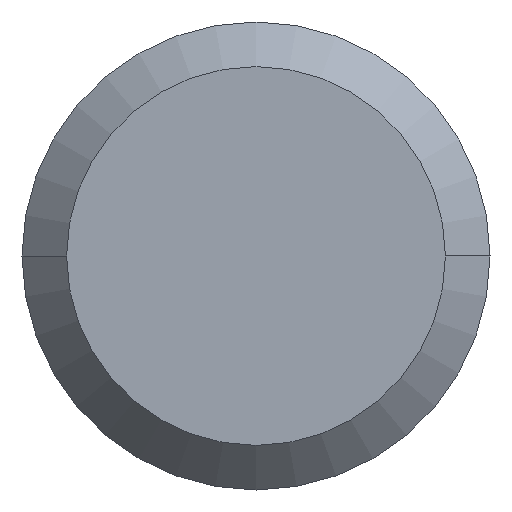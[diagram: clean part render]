
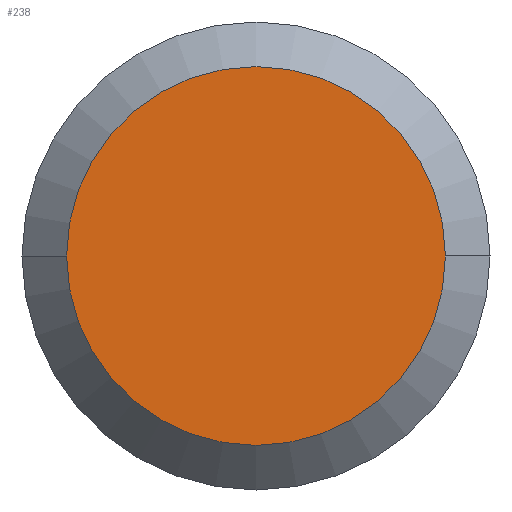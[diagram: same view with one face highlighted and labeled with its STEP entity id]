
A CAD part, left-side view. The second image highlights one B-rep face of the part: STEP entity #238.
In plain terms, the highlighted planar face has unit normal (-1, 0, 0).
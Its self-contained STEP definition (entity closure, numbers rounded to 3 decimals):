
#10 = VERTEX_POINT ( 'NONE', #354 ) ;
#30 = VERTEX_POINT ( 'NONE', #288 ) ;
#37 = CARTESIAN_POINT ( 'NONE',  ( 0., 0., 0. ) ) ;
#41 = DIRECTION ( 'NONE',  ( 1., 0., 0. ) ) ;
#63 = PLANE ( 'NONE',  #373 ) ;
#66 = DIRECTION ( 'NONE',  ( 0., 1., 0. ) ) ;
#67 = CARTESIAN_POINT ( 'NONE',  ( 0., 0., 0. ) ) ;
#70 = DIRECTION ( 'NONE',  ( 0., 1., 0. ) ) ;
#87 = ORIENTED_EDGE ( 'NONE', *, *, #196, .F. ) ;
#128 = DIRECTION ( 'NONE',  ( 1., 0., 0. ) ) ;
#137 = EDGE_LOOP ( 'NONE', ( #414, #87 ) ) ;
#144 = FACE_OUTER_BOUND ( 'NONE', #137, .T. ) ;
#163 = AXIS2_PLACEMENT_3D ( 'NONE', #328, #128, #66 ) ;
#174 = CIRCLE ( 'NONE', #163, 3.238 ) ;
#196 = EDGE_CURVE ( 'NONE', #10, #30, #174, .T. ) ;
#238 = ADVANCED_FACE ( 'NONE', ( #144 ), #63, .T. ) ;
#262 = DIRECTION ( 'NONE',  ( 0., -1., 0. ) ) ;
#288 = CARTESIAN_POINT ( 'NONE',  ( 0., 3.238, 0. ) ) ;
#293 = AXIS2_PLACEMENT_3D ( 'NONE', #67, #41, #70 ) ;
#294 = CIRCLE ( 'NONE', #293, 3.238 ) ;
#325 = EDGE_CURVE ( 'NONE', #30, #10, #294, .T. ) ;
#328 = CARTESIAN_POINT ( 'NONE',  ( 0., 0., 0. ) ) ;
#354 = CARTESIAN_POINT ( 'NONE',  ( 0., -3.238, 0. ) ) ;
#365 = DIRECTION ( 'NONE',  ( -1., 0., 0. ) ) ;
#373 = AXIS2_PLACEMENT_3D ( 'NONE', #37, #365, #262 ) ;
#414 = ORIENTED_EDGE ( 'NONE', *, *, #325, .F. ) ;
